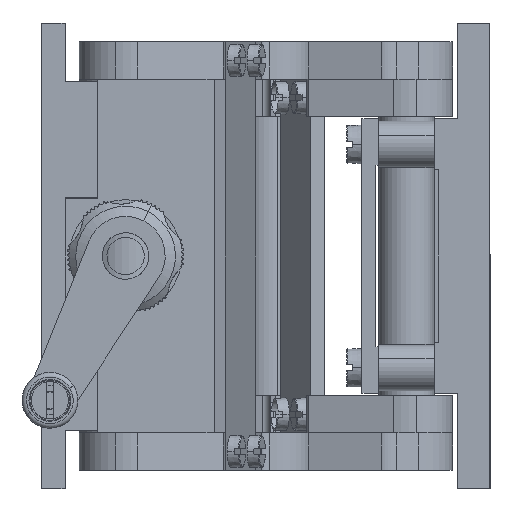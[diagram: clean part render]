
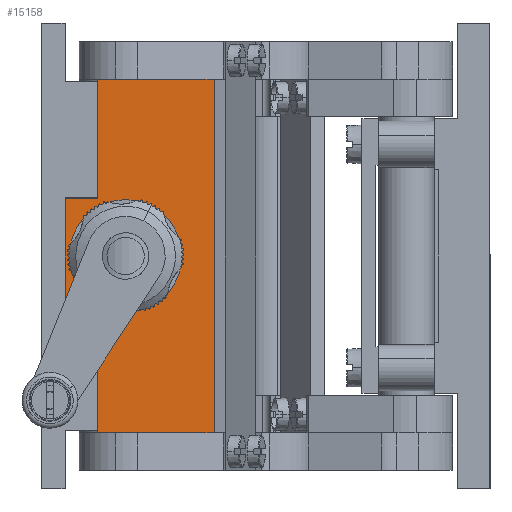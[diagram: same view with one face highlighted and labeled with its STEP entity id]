
A CAD part, left-side view. The second image highlights one B-rep face of the part: STEP entity #15158.
In plain terms, the highlighted planar face has unit normal (-1, 0, 0).
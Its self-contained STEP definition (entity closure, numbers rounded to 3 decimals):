
#294 = CARTESIAN_POINT ( 'NONE',  ( -59.234, 91.276, 31.09 ) ) ;
#300 = CARTESIAN_POINT ( 'NONE',  ( -59.234, 78.276, 18.84 ) ) ;
#303 = CARTESIAN_POINT ( 'NONE',  ( -59.234, 59.276, -19.16 ) ) ;
#306 = LINE ( 'NONE', #294, #32768 ) ;
#387 = LINE ( 'NONE', #506, #32758 ) ;
#486 = DIRECTION ( 'NONE',  ( 0., -1., 0. ) ) ;
#492 = DIRECTION ( 'NONE',  ( -1., 0., 0. ) ) ;
#506 = CARTESIAN_POINT ( 'NONE',  ( -59.234, 84.276, 31.09 ) ) ;
#581 = CARTESIAN_POINT ( 'NONE',  ( -59.234, 84.276, 56.84 ) ) ;
#588 = DIRECTION ( 'NONE',  ( 0., -1., 0. ) ) ;
#601 = DIRECTION ( 'NONE',  ( 0., 0., 1. ) ) ;
#628 = CARTESIAN_POINT ( 'NONE',  ( -59.234, 78.276, 18.84 ) ) ;
#631 = DIRECTION ( 'NONE',  ( 0., -1., 0. ) ) ;
#634 = DIRECTION ( 'NONE',  ( -1., 0., 0. ) ) ;
#1041 = CARTESIAN_POINT ( 'NONE',  ( -59.234, 84.276, 6.59 ) ) ;
#1126 = CARTESIAN_POINT ( 'NONE',  ( -59.234, 91.276, 31.09 ) ) ;
#2217 = PLANE ( 'NONE',  #32554 ) ;
#2218 = CARTESIAN_POINT ( 'NONE',  ( -59.234, 59.276, -19.16 ) ) ;
#2219 = DIRECTION ( 'NONE',  ( 1., 0., 0. ) ) ;
#2220 = DIRECTION ( 'NONE',  ( 0., 1., 0. ) ) ;
#2696 = VECTOR ( 'NONE', #28969, 1000. ) ;
#3581 = EDGE_CURVE ( 'NONE', #4433, #3952, #26382, .T. ) ;
#3718 = EDGE_CURVE ( 'NONE', #4364, #4202, #28835, .T. ) ;
#3792 = EDGE_CURVE ( 'NONE', #3932, #3900, #28783, .T. ) ;
#3900 = VERTEX_POINT ( 'NONE', #29150 ) ;
#3932 = VERTEX_POINT ( 'NONE', #1126 ) ;
#3952 = VERTEX_POINT ( 'NONE', #1041 ) ;
#4093 = EDGE_CURVE ( 'NONE', #4396, #22212, #38202, .T. ) ;
#4147 = VERTEX_POINT ( 'NONE', #581 ) ;
#4159 = EDGE_CURVE ( 'NONE', #22212, #4396, #38177, .T. ) ;
#4164 = EDGE_CURVE ( 'NONE', #3932, #4628, #306, .T. ) ;
#4175 = EDGE_CURVE ( 'NONE', #4628, #4147, #387, .T. ) ;
#4202 = VERTEX_POINT ( 'NONE', #303 ) ;
#4364 = VERTEX_POINT ( 'NONE', #39308 ) ;
#4396 = VERTEX_POINT ( 'NONE', #39937 ) ;
#4433 = VERTEX_POINT ( 'NONE', #23151 ) ;
#4628 = VERTEX_POINT ( 'NONE', #10627 ) ;
#6572 = VECTOR ( 'NONE', #7905, 1000. ) ;
#6862 = VECTOR ( 'NONE', #11330, 1000. ) ;
#7903 = LINE ( 'NONE', #7904, #6572 ) ;
#7904 = CARTESIAN_POINT ( 'NONE',  ( -59.234, 59.276, 56.84 ) ) ;
#7905 = DIRECTION ( 'NONE',  ( 0., 1., 0. ) ) ;
#10627 = CARTESIAN_POINT ( 'NONE',  ( -59.234, 84.276, 31.09 ) ) ;
#11328 = LINE ( 'NONE', #11329, #6862 ) ;
#11329 = CARTESIAN_POINT ( 'NONE',  ( -59.234, 91.276, 6.59 ) ) ;
#11330 = DIRECTION ( 'NONE',  ( 0., 1., 0. ) ) ;
#15158 = ADVANCED_FACE ( 'NONE', ( #32574, #32526 ), #2217, .F. ) ;
#16104 = EDGE_LOOP ( 'NONE', ( #32912, #33600 ) ) ;
#16637 = EDGE_LOOP ( 'NONE', ( #33141, #33605, #33341, #33201, #33519, #33383, #33006, #33185 ) ) ;
#18966 = CARTESIAN_POINT ( 'NONE',  ( -59.234, 66.176, 18.84 ) ) ;
#22212 = VERTEX_POINT ( 'NONE', #18966 ) ;
#23151 = CARTESIAN_POINT ( 'NONE',  ( -59.234, 84.276, -19.16 ) ) ;
#25941 = DIRECTION ( 'NONE',  ( 0., 0., 1. ) ) ;
#26382 = LINE ( 'NONE', #26403, #26653 ) ;
#26403 = CARTESIAN_POINT ( 'NONE',  ( -59.234, 84.276, -19.16 ) ) ;
#26543 = VECTOR ( 'NONE', #29069, 1000. ) ;
#26653 = VECTOR ( 'NONE', #25941, 1000. ) ;
#27770 = VECTOR ( 'NONE', #30185, 1000. ) ;
#28783 = LINE ( 'NONE', #28920, #2696 ) ;
#28835 = LINE ( 'NONE', #29168, #26543 ) ;
#28920 = CARTESIAN_POINT ( 'NONE',  ( -59.234, 91.276, -19.16 ) ) ;
#28969 = DIRECTION ( 'NONE',  ( 0., 0., -1. ) ) ;
#29069 = DIRECTION ( 'NONE',  ( 0., 0., -1. ) ) ;
#29150 = CARTESIAN_POINT ( 'NONE',  ( -59.234, 91.276, 6.59 ) ) ;
#29168 = CARTESIAN_POINT ( 'NONE',  ( -59.234, 59.276, -19.16 ) ) ;
#30183 = LINE ( 'NONE', #30184, #27770 ) ;
#30184 = CARTESIAN_POINT ( 'NONE',  ( -59.234, 59.276, -19.16 ) ) ;
#30185 = DIRECTION ( 'NONE',  ( 0., 1., 0. ) ) ;
#31425 = EDGE_CURVE ( 'NONE', #4202, #4433, #30183, .T. ) ;
#31858 = EDGE_CURVE ( 'NONE', #4364, #4147, #7903, .T. ) ;
#32097 = EDGE_CURVE ( 'NONE', #3952, #3900, #11328, .T. ) ;
#32526 = FACE_OUTER_BOUND ( 'NONE', #16637, .T. ) ;
#32554 = AXIS2_PLACEMENT_3D ( 'NONE', #2218, #2219, #2220 ) ;
#32574 = FACE_BOUND ( 'NONE', #16104, .T. ) ;
#32758 = VECTOR ( 'NONE', #601, 1000. ) ;
#32768 = VECTOR ( 'NONE', #486, 1000. ) ;
#32776 = AXIS2_PLACEMENT_3D ( 'NONE', #628, #634, #631 ) ;
#32823 = AXIS2_PLACEMENT_3D ( 'NONE', #300, #492, #588 ) ;
#32912 = ORIENTED_EDGE ( 'NONE', *, *, #4159, .F. ) ;
#33006 = ORIENTED_EDGE ( 'NONE', *, *, #4175, .F. ) ;
#33141 = ORIENTED_EDGE ( 'NONE', *, *, #3792, .T. ) ;
#33185 = ORIENTED_EDGE ( 'NONE', *, *, #4164, .F. ) ;
#33201 = ORIENTED_EDGE ( 'NONE', *, *, #31425, .F. ) ;
#33341 = ORIENTED_EDGE ( 'NONE', *, *, #3581, .F. ) ;
#33383 = ORIENTED_EDGE ( 'NONE', *, *, #31858, .T. ) ;
#33519 = ORIENTED_EDGE ( 'NONE', *, *, #3718, .F. ) ;
#33600 = ORIENTED_EDGE ( 'NONE', *, *, #4093, .F. ) ;
#33605 = ORIENTED_EDGE ( 'NONE', *, *, #32097, .F. ) ;
#38177 = CIRCLE ( 'NONE', #32823, 12.1 ) ;
#38202 = CIRCLE ( 'NONE', #32776, 12.1 ) ;
#39308 = CARTESIAN_POINT ( 'NONE',  ( -59.234, 59.276, 56.84 ) ) ;
#39937 = CARTESIAN_POINT ( 'NONE',  ( -59.234, 90.376, 18.84 ) ) ;
